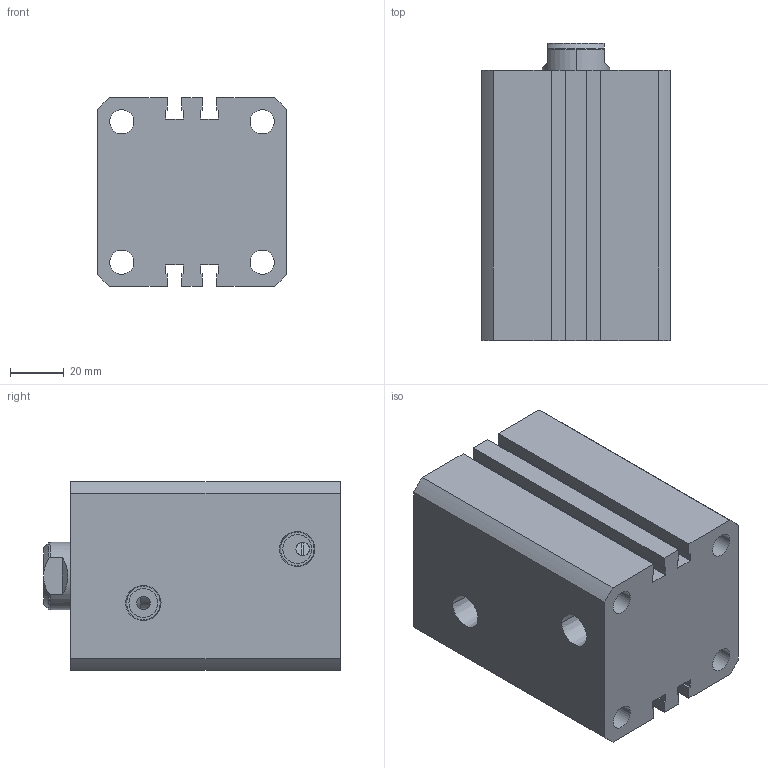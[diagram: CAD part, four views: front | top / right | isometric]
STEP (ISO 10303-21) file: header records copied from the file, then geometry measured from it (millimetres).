
FILE_DESCRIPTION (( 'STEP AP214' ), '1' );
FILE_NAME ('chtm-sd40x30n_asm.STEP', '2018-06-09T01:59:18', ( 'Windows' ), ( 'Microsoft' ), 'SwSTEP 2.0', 'SolidWorks 2015', '' );
FILE_SCHEMA (( 'AUTOMOTIVE_DESIGN' ));
Length unit declared in the file: millimetre
Products named in the file (6): CHTM-SD40X30NBT; CHTM-SD40X30NHSG; CHTM-SD40QG; CHTM-SD40HSLM; CHTM-SD40HS; chtm-sd40x30n_asm
Assembly tree (5 placements, depth 2):
  chtm-sd40x30n_asm
    CHTM-SD40HS
    CHTM-SD40HSLM
    CHTM-SD40QG
    CHTM-SD40X30NHSG
    CHTM-SD40X30NBT
Bounding box: 70 x 110 x 70 mm (x, y, z)
Volume: 398788.3 mm3; surface area: 99675.2 mm2
Topology: 5 solids, 5 shells, 295 faces, 693 edges, 437 vertices
Faces by surface type: cylinder 126, plane 81, torus 63, cone 21, bspline 4
Entity records: 12177 total; most frequent: CARTESIAN_POINT 5090, DIRECTION 1497, ORIENTED_EDGE 1382, EDGE_CURVE 691, AXIS2_PLACEMENT_3D 620, VERTEX_POINT 437, EDGE_LOOP 344, CIRCLE 321
